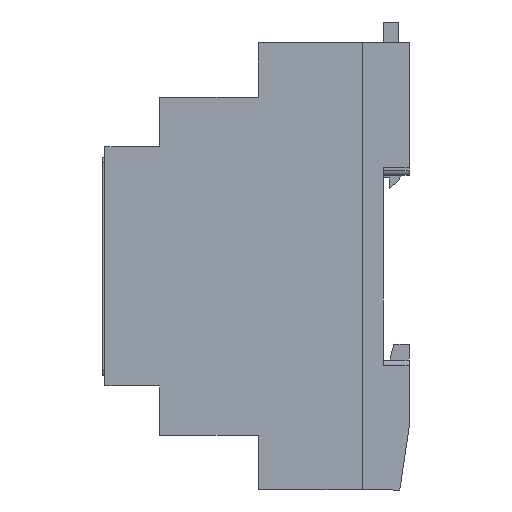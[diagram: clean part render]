
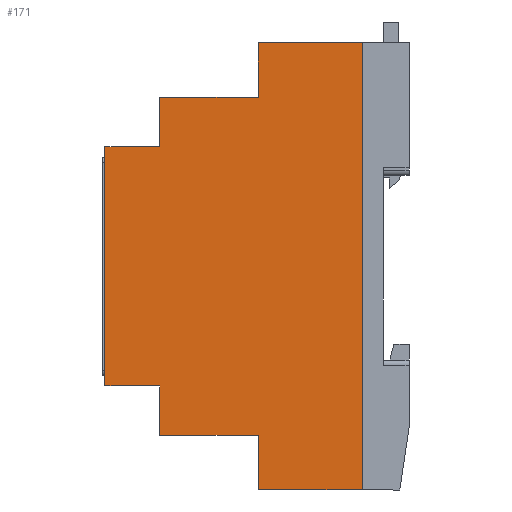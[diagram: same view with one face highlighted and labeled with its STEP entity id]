
A CAD part, left-side view. The second image highlights one B-rep face of the part: STEP entity #171.
In plain terms, the highlighted planar face has unit normal (-1, 0, 0).
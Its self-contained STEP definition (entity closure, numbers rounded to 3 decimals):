
#171 = ADVANCED_FACE ( 'NONE', ( #54565 ), #37261, .F. ) ;
#328 = EDGE_CURVE ( 'NONE', #35429, #32269, #40423, .T. ) ;
#351 = CARTESIAN_POINT ( 'NONE',  ( 0., 49.5, 23. ) ) ;
#2630 = CARTESIAN_POINT ( 'NONE',  ( 0., 0., -43. ) ) ;
#3065 = CARTESIAN_POINT ( 'NONE',  ( 0., 39., 23. ) ) ;
#3574 = VECTOR ( 'NONE', #30051, 1000. ) ;
#4088 = DIRECTION ( 'NONE',  ( 0., 1., 0. ) ) ;
#5210 = CARTESIAN_POINT ( 'NONE',  ( 0., 39., -23. ) ) ;
#5949 = CARTESIAN_POINT ( 'NONE',  ( 0., 20., -32.5 ) ) ;
#8238 = VECTOR ( 'NONE', #47618, 1000. ) ;
#8417 = ORIENTED_EDGE ( 'NONE', *, *, #33001, .F. ) ;
#9421 = CARTESIAN_POINT ( 'NONE',  ( 0., 0., 43. ) ) ;
#9931 = CARTESIAN_POINT ( 'NONE',  ( 0., 0., 0. ) ) ;
#10016 = CARTESIAN_POINT ( 'NONE',  ( 0., 20., -43. ) ) ;
#10410 = CARTESIAN_POINT ( 'NONE',  ( 0., 39., 32.5 ) ) ;
#10778 = ORIENTED_EDGE ( 'NONE', *, *, #57406, .F. ) ;
#12339 = VERTEX_POINT ( 'NONE', #9421 ) ;
#12884 = CARTESIAN_POINT ( 'NONE',  ( 0., 39., -32.5 ) ) ;
#12895 = VERTEX_POINT ( 'NONE', #64422 ) ;
#13035 = ORIENTED_EDGE ( 'NONE', *, *, #33574, .F. ) ;
#13209 = ORIENTED_EDGE ( 'NONE', *, *, #51470, .F. ) ;
#13595 = LINE ( 'NONE', #60045, #25309 ) ;
#13636 = CARTESIAN_POINT ( 'NONE',  ( 0., 39., -32.5 ) ) ;
#13708 = VERTEX_POINT ( 'NONE', #62622 ) ;
#14288 = DIRECTION ( 'NONE',  ( 0., 0., 1. ) ) ;
#15251 = LINE ( 'NONE', #9931, #3574 ) ;
#16624 = VECTOR ( 'NONE', #49663, 1000. ) ;
#17639 = CARTESIAN_POINT ( 'NONE',  ( 0., 20., 32.5 ) ) ;
#18717 = DIRECTION ( 'NONE',  ( 0., 0., 1. ) ) ;
#19224 = CARTESIAN_POINT ( 'NONE',  ( 0., 49.5, 23. ) ) ;
#19407 = CARTESIAN_POINT ( 'NONE',  ( 0., 49.5, -23. ) ) ;
#19536 = ORIENTED_EDGE ( 'NONE', *, *, #44683, .F. ) ;
#19715 = CARTESIAN_POINT ( 'NONE',  ( 0., 39., 32.5 ) ) ;
#20908 = VECTOR ( 'NONE', #40322, 1000. ) ;
#21045 = VECTOR ( 'NONE', #18717, 1000. ) ;
#21490 = LINE ( 'NONE', #17639, #8238 ) ;
#22425 = VERTEX_POINT ( 'NONE', #19407 ) ;
#23446 = VECTOR ( 'NONE', #14288, 1000. ) ;
#24028 = VECTOR ( 'NONE', #57577, 1000. ) ;
#24629 = ORIENTED_EDGE ( 'NONE', *, *, #42967, .F. ) ;
#25309 = VECTOR ( 'NONE', #44734, 1000. ) ;
#26137 = ORIENTED_EDGE ( 'NONE', *, *, #35163, .F. ) ;
#27239 = VERTEX_POINT ( 'NONE', #5949 ) ;
#27601 = CARTESIAN_POINT ( 'NONE',  ( 0., 39., 23. ) ) ;
#29121 = ORIENTED_EDGE ( 'NONE', *, *, #51760, .F. ) ;
#29974 = CARTESIAN_POINT ( 'NONE',  ( 0., 20., 43. ) ) ;
#29983 = CARTESIAN_POINT ( 'NONE',  ( 0., 39., -23. ) ) ;
#30051 = DIRECTION ( 'NONE',  ( 0., 0., -1. ) ) ;
#31608 = CARTESIAN_POINT ( 'NONE',  ( 0., 0., 43. ) ) ;
#32269 = VERTEX_POINT ( 'NONE', #10016 ) ;
#33001 = EDGE_CURVE ( 'NONE', #32269, #27239, #35205, .T. ) ;
#33367 = LINE ( 'NONE', #29974, #56818 ) ;
#33574 = EDGE_CURVE ( 'NONE', #56769, #22425, #56279, .T. ) ;
#34891 = EDGE_CURVE ( 'NONE', #52683, #41034, #50696, .T. ) ;
#34962 = DIRECTION ( 'NONE',  ( 0., 0., 1. ) ) ;
#35163 = EDGE_CURVE ( 'NONE', #13708, #12895, #33367, .T. ) ;
#35205 = LINE ( 'NONE', #39237, #23446 ) ;
#35429 = VERTEX_POINT ( 'NONE', #2630 ) ;
#35842 = VECTOR ( 'NONE', #36576, 1000. ) ;
#36576 = DIRECTION ( 'NONE',  ( 0., -1., 0. ) ) ;
#37261 = PLANE ( 'NONE',  #45131 ) ;
#39237 = CARTESIAN_POINT ( 'NONE',  ( 0., 20., -43. ) ) ;
#40322 = DIRECTION ( 'NONE',  ( 0., 0., 1. ) ) ;
#40423 = LINE ( 'NONE', #51928, #63922 ) ;
#41034 = VERTEX_POINT ( 'NONE', #3065 ) ;
#42967 = EDGE_CURVE ( 'NONE', #22425, #52683, #47551, .T. ) ;
#44410 = EDGE_CURVE ( 'NONE', #49395, #13708, #21490, .T. ) ;
#44683 = EDGE_CURVE ( 'NONE', #27239, #53452, #13595, .T. ) ;
#44734 = DIRECTION ( 'NONE',  ( 0., 1., 0. ) ) ;
#45131 = AXIS2_PLACEMENT_3D ( 'NONE', #61820, #60787, #58782 ) ;
#46020 = ORIENTED_EDGE ( 'NONE', *, *, #34891, .F. ) ;
#47551 = LINE ( 'NONE', #351, #20908 ) ;
#47618 = DIRECTION ( 'NONE',  ( 0., -1., 0. ) ) ;
#48305 = ORIENTED_EDGE ( 'NONE', *, *, #59816, .F. ) ;
#49395 = VERTEX_POINT ( 'NONE', #10410 ) ;
#49663 = DIRECTION ( 'NONE',  ( 0., 0., 1. ) ) ;
#49953 = EDGE_LOOP ( 'NONE', ( #64141, #48305, #29121, #26137, #53990, #10778, #46020, #24629, #13035, #13209, #19536, #8417 ) ) ;
#50696 = LINE ( 'NONE', #27601, #24028 ) ;
#51470 = EDGE_CURVE ( 'NONE', #53452, #56769, #59442, .T. ) ;
#51760 = EDGE_CURVE ( 'NONE', #12895, #12339, #60933, .T. ) ;
#51928 = CARTESIAN_POINT ( 'NONE',  ( 0., 0., -43. ) ) ;
#52683 = VERTEX_POINT ( 'NONE', #19224 ) ;
#53452 = VERTEX_POINT ( 'NONE', #12884 ) ;
#53990 = ORIENTED_EDGE ( 'NONE', *, *, #44410, .F. ) ;
#54565 = FACE_OUTER_BOUND ( 'NONE', #49953, .T. ) ;
#54720 = VECTOR ( 'NONE', #59950, 1000. ) ;
#55000 = LINE ( 'NONE', #19715, #16624 ) ;
#56279 = LINE ( 'NONE', #29983, #54720 ) ;
#56769 = VERTEX_POINT ( 'NONE', #5210 ) ;
#56818 = VECTOR ( 'NONE', #34962, 1000. ) ;
#57406 = EDGE_CURVE ( 'NONE', #41034, #49395, #55000, .T. ) ;
#57577 = DIRECTION ( 'NONE',  ( 0., -1., 0. ) ) ;
#58782 = DIRECTION ( 'NONE',  ( 0., 0., -1. ) ) ;
#59442 = LINE ( 'NONE', #13636, #21045 ) ;
#59816 = EDGE_CURVE ( 'NONE', #12339, #35429, #15251, .T. ) ;
#59950 = DIRECTION ( 'NONE',  ( 0., 1., 0. ) ) ;
#60045 = CARTESIAN_POINT ( 'NONE',  ( 0., 20., -32.5 ) ) ;
#60787 = DIRECTION ( 'NONE',  ( 1., 0., 0. ) ) ;
#60933 = LINE ( 'NONE', #31608, #35842 ) ;
#61820 = CARTESIAN_POINT ( 'NONE',  ( 0., 0., 0. ) ) ;
#62622 = CARTESIAN_POINT ( 'NONE',  ( 0., 20., 32.5 ) ) ;
#63922 = VECTOR ( 'NONE', #4088, 1000. ) ;
#64141 = ORIENTED_EDGE ( 'NONE', *, *, #328, .F. ) ;
#64422 = CARTESIAN_POINT ( 'NONE',  ( 0., 20., 43. ) ) ;
